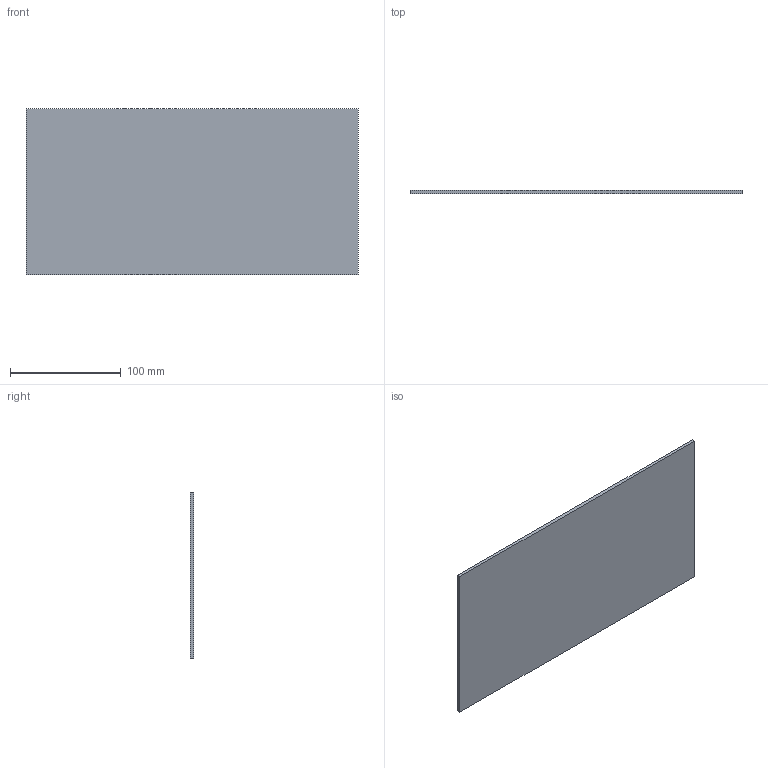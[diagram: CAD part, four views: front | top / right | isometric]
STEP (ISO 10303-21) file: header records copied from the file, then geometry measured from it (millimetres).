
FILE_DESCRIPTION((''),'2;1');
FILE_NAME('12168_MREZA_VARJENA_30X30X3MMM','2022-09-19T08:23:29',('PredragRovcanin'),('Audax d.o.o.'),'CREO PARAMETRIC BY PTC INC, 2020281','CREO PARAMETRIC BY PTC INC, 2020281','');
FILE_SCHEMA(('AP242_MANAGED_MODEL_BASED_3D_ENGINEERING_MIM_LF { 1 0 10303 442 1 1 4 }'));
Length unit declared in the file: millimetre
Products named in the file (1): 12168_MREZA_VARJENA_30X30X3MMM
Bounding box: 300 x 3 x 150 mm (x, y, z)
Volume: 135000 mm3; surface area: 92700 mm2
Topology: 1 solids, 1 shells, 6 faces, 12 edges, 8 vertices
Faces by surface type: plane 6
Entity records: 673 total; most frequent: COLOUR_RGB 320, CARTESIAN_POINT 28, PROPERTY_DEFINITION 25, DIRECTION 24, ORIENTED_EDGE 24, REPRESENTATION 23, PROPERTY_DEFINITION_REPRESENTATION 23, PRESENTATION_STYLE_ASSIGNMENT 13
